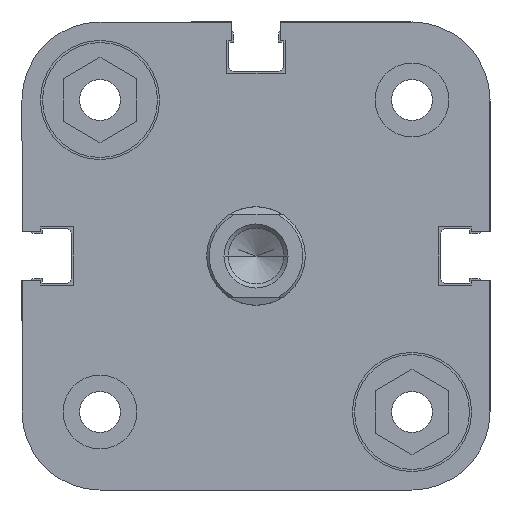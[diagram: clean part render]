
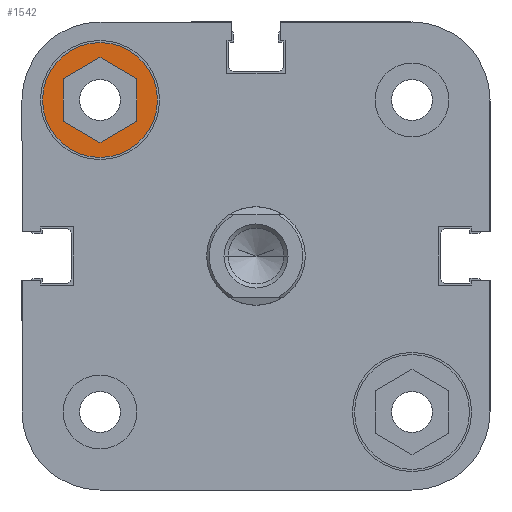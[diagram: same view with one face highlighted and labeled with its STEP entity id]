
A CAD part, left-side view. The second image highlights one B-rep face of the part: STEP entity #1542.
In plain terms, the highlighted planar face has unit normal (-1, 0, 0).
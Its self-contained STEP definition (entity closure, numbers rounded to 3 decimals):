
#1072 = VERTEX_POINT ( 'NONE', #6796 ) ;
#1095 = VERTEX_POINT ( 'NONE', #6774 ) ;
#1096 = VERTEX_POINT ( 'NONE', #6773 ) ;
#1144 = VERTEX_POINT ( 'NONE', #2939 ) ;
#1271 = VERTEX_POINT ( 'NONE', #3057 ) ;
#1280 = VERTEX_POINT ( 'NONE', #3065 ) ;
#1298 = VERTEX_POINT ( 'NONE', #3079 ) ;
#1331 = VERTEX_POINT ( 'NONE', #3107 ) ;
#1421 = EDGE_LOOP ( 'NONE', ( #6706, #6723, #6708, #6703, #6710, #6722 ) ) ;
#1542 = ADVANCED_FACE ( 'NONE', ( #7787, #7783 ), #3493, .F. ) ;
#1789 = EDGE_CURVE ( 'NONE', #1331, #1072, #4376, .T. ) ;
#1955 = EDGE_CURVE ( 'NONE', #1072, #1331, #4636, .T. ) ;
#1984 = EDGE_CURVE ( 'NONE', #1096, #1095, #4680, .T. ) ;
#1987 = EDGE_CURVE ( 'NONE', #1298, #1096, #4683, .T. ) ;
#1989 = EDGE_CURVE ( 'NONE', #1271, #1298, #4685, .T. ) ;
#1996 = EDGE_CURVE ( 'NONE', #1280, #1271, #4696, .T. ) ;
#1998 = EDGE_CURVE ( 'NONE', #1144, #1280, #4687, .T. ) ;
#2000 = EDGE_CURVE ( 'NONE', #1095, #1144, #4700, .T. ) ;
#2494 = AXIS2_PLACEMENT_3D ( 'NONE', #3485, #3494, #3495 ) ;
#2687 = AXIS2_PLACEMENT_3D ( 'NONE', #4206, #4215, #4216 ) ;
#2732 = AXIS2_PLACEMENT_3D ( 'NONE', #5741, #5742, #5743 ) ;
#2939 = CARTESIAN_POINT ( 'NONE',  ( -27.321, 23.5, 16.402 ) ) ;
#3057 = CARTESIAN_POINT ( 'NONE',  ( -27.321, 19., 24.196 ) ) ;
#3065 = CARTESIAN_POINT ( 'NONE',  ( -27.321, 23.5, 21.598 ) ) ;
#3079 = CARTESIAN_POINT ( 'NONE',  ( -27.321, 14.5, 21.598 ) ) ;
#3107 = CARTESIAN_POINT ( 'NONE',  ( -27.321, 19., 12. ) ) ;
#3485 = CARTESIAN_POINT ( 'NONE',  ( -27.321, 6., 0. ) ) ;
#3493 = PLANE ( 'NONE',  #2494 ) ;
#3494 = DIRECTION ( 'NONE',  ( 1., 0., 0. ) ) ;
#3495 = DIRECTION ( 'NONE',  ( 0., 0., -1. ) ) ;
#4206 = CARTESIAN_POINT ( 'NONE',  ( -27.321, 19., 19. ) ) ;
#4215 = DIRECTION ( 'NONE',  ( 1., 0., 0. ) ) ;
#4216 = DIRECTION ( 'NONE',  ( 0., 0., -1. ) ) ;
#4376 = CIRCLE ( 'NONE', #2687, 7. ) ;
#4636 = CIRCLE ( 'NONE', #2732, 7. ) ;
#4680 = LINE ( 'NONE', #5802, #4682 ) ;
#4682 = VECTOR ( 'NONE', #5811, 1000. ) ;
#4683 = LINE ( 'NONE', #5814, #4688 ) ;
#4685 = LINE ( 'NONE', #5816, #4692 ) ;
#4687 = LINE ( 'NONE', #5835, #4709 ) ;
#4688 = VECTOR ( 'NONE', #5817, 1000. ) ;
#4692 = VECTOR ( 'NONE', #5822, 1000. ) ;
#4696 = LINE ( 'NONE', #5829, #4705 ) ;
#4700 = LINE ( 'NONE', #5839, #4713 ) ;
#4705 = VECTOR ( 'NONE', #5836, 1000. ) ;
#4709 = VECTOR ( 'NONE', #5840, 1000. ) ;
#4713 = VECTOR ( 'NONE', #5845, 1000. ) ;
#5741 = CARTESIAN_POINT ( 'NONE',  ( -27.321, 19., 19. ) ) ;
#5742 = DIRECTION ( 'NONE',  ( 1., 0., 0. ) ) ;
#5743 = DIRECTION ( 'NONE',  ( 0., 0., -1. ) ) ;
#5802 = CARTESIAN_POINT ( 'NONE',  ( -27.321, 19., 13.804 ) ) ;
#5811 = DIRECTION ( 'NONE',  ( 0., 0.866, -0.5 ) ) ;
#5814 = CARTESIAN_POINT ( 'NONE',  ( -27.321, 14.5, 16.402 ) ) ;
#5816 = CARTESIAN_POINT ( 'NONE',  ( -27.321, 14.5, 21.598 ) ) ;
#5817 = DIRECTION ( 'NONE',  ( 0., 0., -1. ) ) ;
#5822 = DIRECTION ( 'NONE',  ( 0., -0.866, -0.5 ) ) ;
#5829 = CARTESIAN_POINT ( 'NONE',  ( -27.321, 19., 24.196 ) ) ;
#5835 = CARTESIAN_POINT ( 'NONE',  ( -27.321, 23.5, 21.598 ) ) ;
#5836 = DIRECTION ( 'NONE',  ( 0., -0.866, 0.5 ) ) ;
#5839 = CARTESIAN_POINT ( 'NONE',  ( -27.321, 23.5, 16.402 ) ) ;
#5840 = DIRECTION ( 'NONE',  ( 0., 0., 1. ) ) ;
#5845 = DIRECTION ( 'NONE',  ( 0., 0.866, 0.5 ) ) ;
#6662 = EDGE_LOOP ( 'NONE', ( #6721, #6720 ) ) ;
#6703 = ORIENTED_EDGE ( 'NONE', *, *, #1996, .T. ) ;
#6706 = ORIENTED_EDGE ( 'NONE', *, *, #1984, .T. ) ;
#6708 = ORIENTED_EDGE ( 'NONE', *, *, #1998, .T. ) ;
#6710 = ORIENTED_EDGE ( 'NONE', *, *, #1989, .T. ) ;
#6720 = ORIENTED_EDGE ( 'NONE', *, *, #1955, .F. ) ;
#6721 = ORIENTED_EDGE ( 'NONE', *, *, #1789, .F. ) ;
#6722 = ORIENTED_EDGE ( 'NONE', *, *, #1987, .T. ) ;
#6723 = ORIENTED_EDGE ( 'NONE', *, *, #2000, .T. ) ;
#6773 = CARTESIAN_POINT ( 'NONE',  ( -27.321, 14.5, 16.402 ) ) ;
#6774 = CARTESIAN_POINT ( 'NONE',  ( -27.321, 19., 13.804 ) ) ;
#6796 = CARTESIAN_POINT ( 'NONE',  ( -27.321, 19., 26. ) ) ;
#7783 = FACE_OUTER_BOUND ( 'NONE', #6662, .T. ) ;
#7787 = FACE_BOUND ( 'NONE', #1421, .T. ) ;
